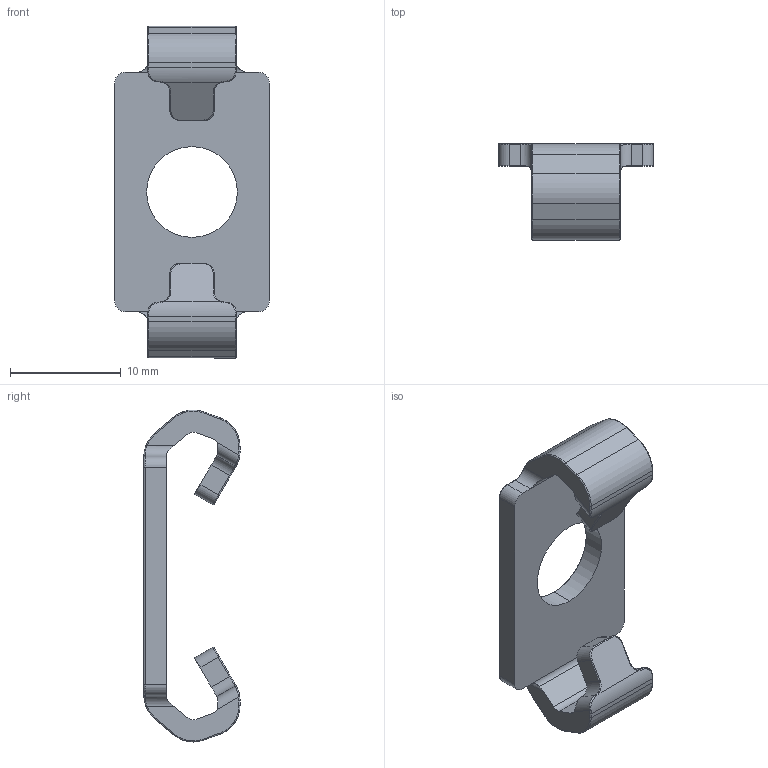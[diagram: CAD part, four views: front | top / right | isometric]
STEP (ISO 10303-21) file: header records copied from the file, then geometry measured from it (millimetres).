
FILE_DESCRIPTION (( 'STEP AP214' ), '1' );
FILE_NAME ('FIXE08B1004.STEP', '2025-11-25T13:28:07', ( '' ), ( '' ), 'SwSTEP 2.0', 'SolidWorks 2021', '' );
FILE_SCHEMA (( 'AUTOMOTIVE_DESIGN' ));
Length unit declared in the file: millimetre
Products named in the file (2): FIXE08B1004; 999493 Blech Zentrierplatte 30 Nut 8 Stahl verzinkt
Assembly tree (1 placements, depth 2):
  FIXE08B1004
    999493 Blech Zentrierplatte 30 Nut 8 Stahl verzinkt
Bounding box: 14 x 8.69 x 29.99 mm (x, y, z)
Volume: 903.1 mm3; surface area: 1193 mm2
Topology: 1 solids, 1 shells, 362 faces, 915 edges, 584 vertices
Faces by surface type: cylinder 165, plane 150, bspline 45, cone 2
Entity records: 11678 total; most frequent: CARTESIAN_POINT 2979, ORIENTED_EDGE 1830, DIRECTION 1814, EDGE_CURVE 915, AXIS2_PLACEMENT_3D 655, VERTEX_POINT 584, VECTOR 504, LINE 504
